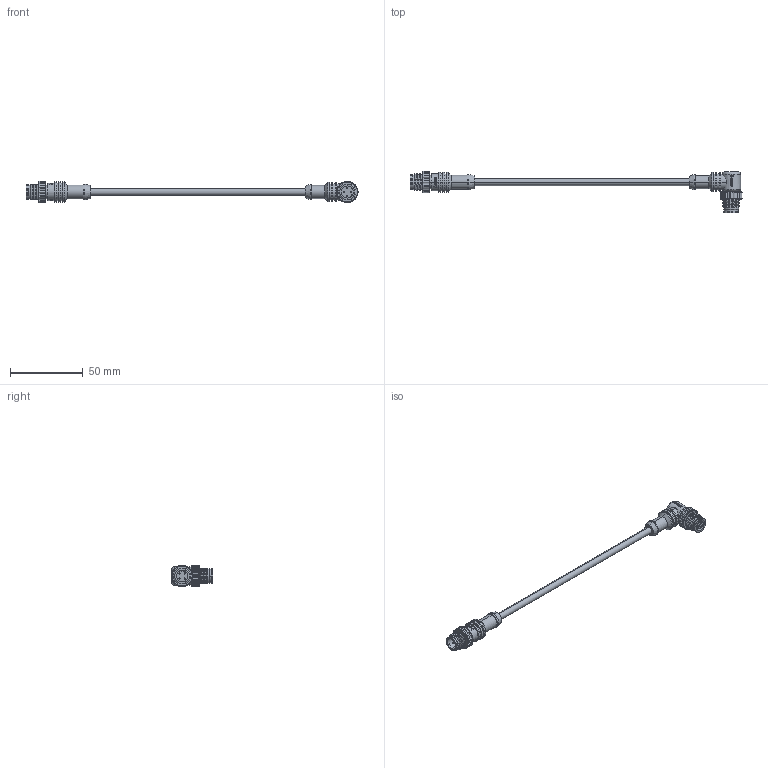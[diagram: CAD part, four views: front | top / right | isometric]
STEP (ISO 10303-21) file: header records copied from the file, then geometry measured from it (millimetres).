
FILE_DESCRIPTION (( 'STEP AP214' ), '1' );
FILE_NAME ('M12M12R4D.STEP', '2010-01-26T17:04:42', ( 'Windows XP Mode' ), ( '' ), 'SwSTEP 2.0', 'SolidWorks 2008', '' );
FILE_SCHEMA (( 'AUTOMOTIVE_DESIGN' ));
Length unit declared in the file: inch
Products named in the file (5): M12M124-MA3; M12M124-MA1; 3AA16-007; M12M12R4DP-MA1; M12M12R4D
Assembly tree (5 placements, depth 2):
  M12M12R4D
    3AA16-007  x2
    M12M124-MA1
    M12M124-MA3
    M12M12R4DP-MA1
Bounding box: 227.73 x 28.28 x 14.73 mm (x, y, z)
Volume: 11446.6 mm3; surface area: 9512.3 mm2
Topology: 5 solids, 5 shells, 770 faces, 1862 edges, 1148 vertices
Faces by surface type: torus 280, cylinder 217, plane 142, bspline 83, cone 48
Entity records: 21802 total; most frequent: CARTESIAN_POINT 8987, ORIENTED_EDGE 2620, DIRECTION 2387, EDGE_CURVE 1310, AXIS2_PLACEMENT_3D 1014, VERTEX_POINT 821, EDGE_LOOP 589, CIRCLE 547
